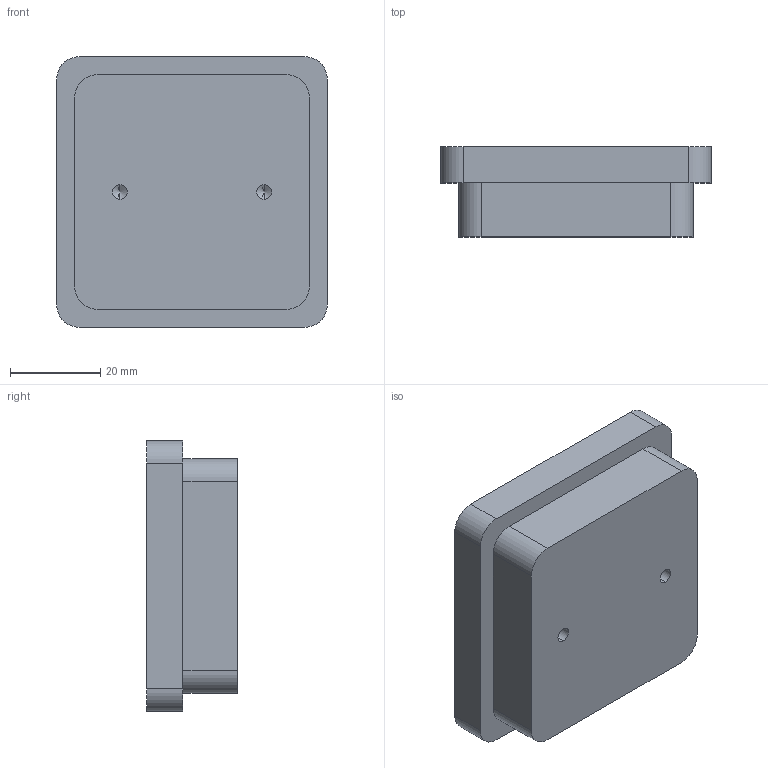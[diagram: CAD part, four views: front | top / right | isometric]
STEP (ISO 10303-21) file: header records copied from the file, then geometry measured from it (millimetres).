
FILE_DESCRIPTION (( 'STEP AP214' ), '1' );
FILE_NAME ('F004979,F004980,F004981_3D.step', '2022-08-15T13:41:08', ( '' ), ( '' ), 'SwSTEP 2.0', 'SolidWorks 2020', '' );
FILE_SCHEMA (( 'AUTOMOTIVE_DESIGN' ));
Length unit declared in the file: millimetre
Products named in the file (1): F004979,F004980,F004981_3D
Bounding box: 60 x 20 x 60 mm (x, y, z)
Volume: 60582.2 mm3; surface area: 11684.2 mm2
Topology: 1 solids, 1 shells, 27 faces, 68 edges, 42 vertices
Faces by surface type: cylinder 12, plane 11, cone 4
Entity records: 864 total; most frequent: DIRECTION 144, CARTESIAN_POINT 134, ORIENTED_EDGE 128, EDGE_CURVE 64, AXIS2_PLACEMENT_3D 52, VERTEX_POINT 42, LINE 40, VECTOR 40
